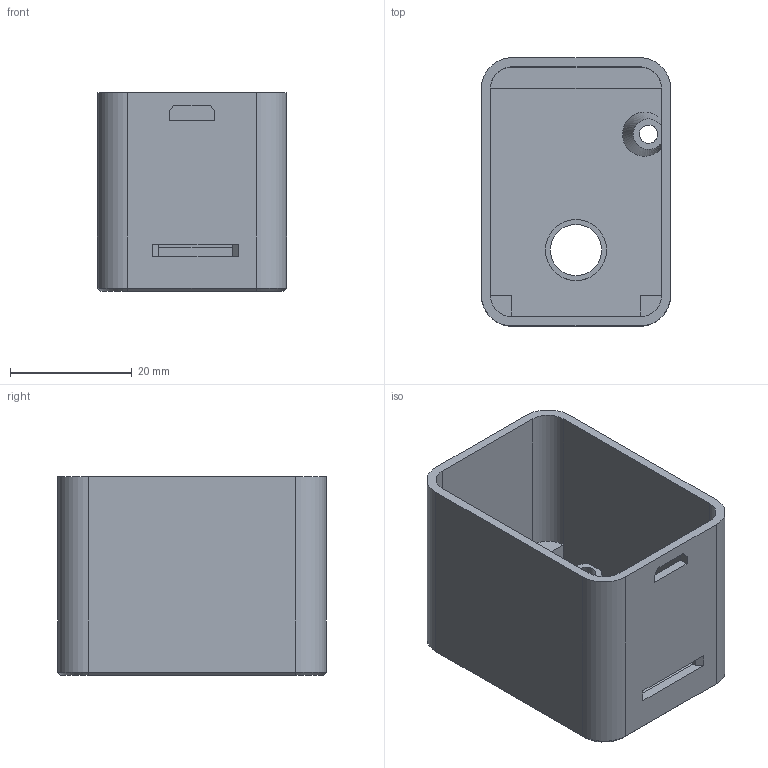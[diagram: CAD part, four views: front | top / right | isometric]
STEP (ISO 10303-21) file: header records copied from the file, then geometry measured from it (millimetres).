
FILE_DESCRIPTION( ( '' ), ' ' );
FILE_NAME( '5d0ef7b9aed8a91762462471.step', '2019-06-23T03:53:30', ( '' ), ( '' ), ' ', ' ', ' ' );
FILE_SCHEMA( ( 'AUTOMOTIVE_DESIGN { 1 0 10303 214 1 1 1 1 }' ) );
Length unit declared in the file: metre
Products named in the file (1): Part 1
Bounding box: 31 x 44 x 32.5 mm (x, y, z)
Volume: 8950.4 mm3; surface area: 11385.6 mm2
Topology: 1 solids, 1 shells, 54 faces, 136 edges, 86 vertices
Faces by surface type: plane 37, cylinder 10, cone 5, bspline 2
Full cylindrical faces by diameter (mm): 8.4 x1, 10 x1
Entity records: 2276 total; most frequent: CARTESIAN_POINT 537, ORIENTED_EDGE 262, DIRECTION 256, EDGE_CURVE 131, LINE 100, VECTOR 100, VERTEX_POINT 85, AXIS2_PLACEMENT_3D 78
